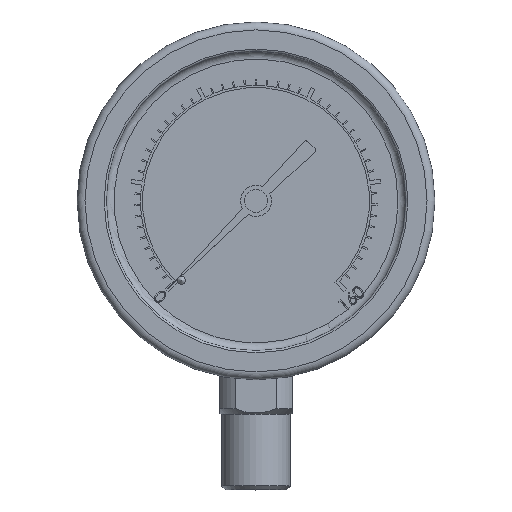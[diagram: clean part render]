
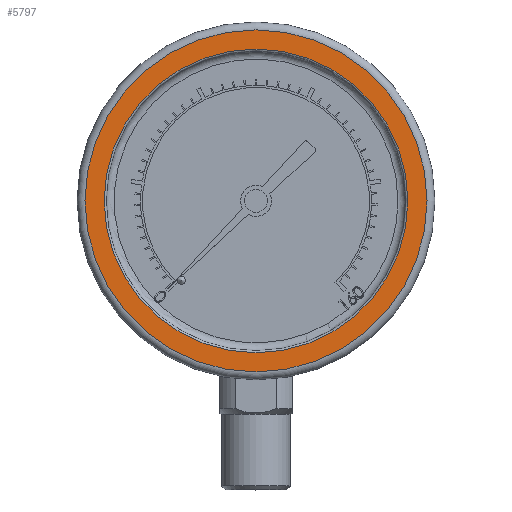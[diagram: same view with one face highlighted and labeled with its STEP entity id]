
A CAD part, top view. The second image highlights one B-rep face of the part: STEP entity #5797.
In plain terms, the highlighted planar face has unit normal (0, 0, 1).
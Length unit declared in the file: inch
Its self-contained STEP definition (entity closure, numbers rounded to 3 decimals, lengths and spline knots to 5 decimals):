
#732 = DIRECTION ( 'NONE',  ( 1., 0., 0. ) ) ;
#1728 = CARTESIAN_POINT ( 'NONE',  ( 0., 0., 0. ) ) ;
#2125 = ORIENTED_EDGE ( 'NONE', *, *, #9271, .T. ) ;
#5797 = ADVANCED_FACE ( 'NONE', ( #12731, #14814 ), #10277, .T. ) ;
#7271 = DIRECTION ( 'NONE',  ( 1., 0., 0. ) ) ;
#8066 = CIRCLE ( 'NONE', #12187, 1.151 ) ;
#8465 = EDGE_LOOP ( 'NONE', ( #2125 ) ) ;
#8978 = DIRECTION ( 'NONE',  ( 1., 0., 0. ) ) ;
#8995 = VERTEX_POINT ( 'NONE', #10203 ) ;
#9271 = EDGE_CURVE ( 'NONE', #13716, #13716, #14091, .T. ) ;
#9844 = CARTESIAN_POINT ( 'NONE',  ( 0., 0., 0. ) ) ;
#10026 = EDGE_CURVE ( 'NONE', #8995, #8995, #8066, .T. ) ;
#10185 = DIRECTION ( 'NONE',  ( 0., 0., 1. ) ) ;
#10203 = CARTESIAN_POINT ( 'NONE',  ( 1.151, 0., 0. ) ) ;
#10277 = PLANE ( 'NONE',  #14249 ) ;
#10554 = CARTESIAN_POINT ( 'NONE',  ( 0., 0., 0. ) ) ;
#10985 = DIRECTION ( 'NONE',  ( 0., 0., 1. ) ) ;
#12187 = AXIS2_PLACEMENT_3D ( 'NONE', #10554, #13970, #732 ) ;
#12731 = FACE_BOUND ( 'NONE', #14277, .T. ) ;
#13291 = ORIENTED_EDGE ( 'NONE', *, *, #10026, .T. ) ;
#13649 = CARTESIAN_POINT ( 'NONE',  ( 1.2965, 0., 0. ) ) ;
#13716 = VERTEX_POINT ( 'NONE', #13649 ) ;
#13970 = DIRECTION ( 'NONE',  ( 0., 0., -1. ) ) ;
#14091 = CIRCLE ( 'NONE', #15855, 1.2965 ) ;
#14249 = AXIS2_PLACEMENT_3D ( 'NONE', #1728, #10185, #8978 ) ;
#14277 = EDGE_LOOP ( 'NONE', ( #13291 ) ) ;
#14814 = FACE_OUTER_BOUND ( 'NONE', #8465, .T. ) ;
#15855 = AXIS2_PLACEMENT_3D ( 'NONE', #9844, #10985, #7271 ) ;
